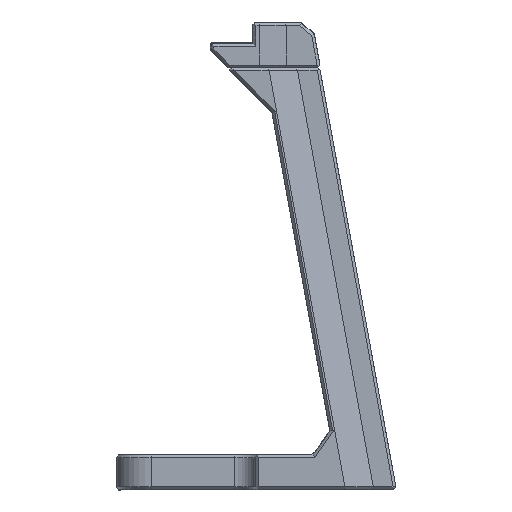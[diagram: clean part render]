
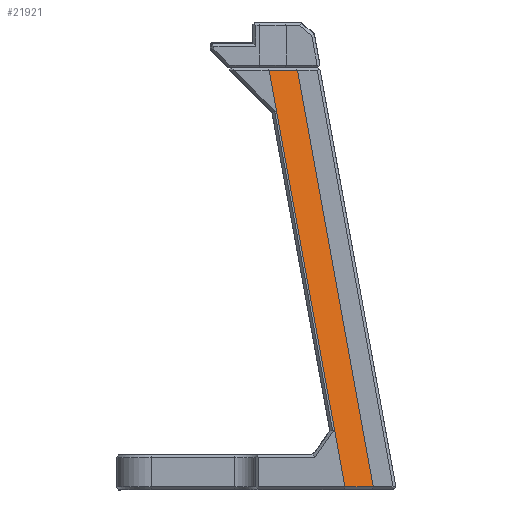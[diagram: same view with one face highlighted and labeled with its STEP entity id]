
A CAD part, left-side view. The second image highlights one B-rep face of the part: STEP entity #21921.
In plain terms, the highlighted planar face has unit normal (-0.707, -0.696, 0.127).
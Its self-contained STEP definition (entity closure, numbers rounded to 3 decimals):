
#2278=FACE_OUTER_BOUND('',#3594,.T.);
#3594=EDGE_LOOP('',(#18178,#18179,#18180,#18181,#18182,#18183,#18184,#18185));
#5203=LINE('',#34127,#7576);
#5233=LINE('',#34185,#7606);
#5250=LINE('',#34219,#7623);
#5253=LINE('',#34225,#7626);
#5259=LINE('',#34236,#7632);
#5530=LINE('',#35012,#7903);
#5532=LINE('',#35015,#7905);
#5622=LINE('',#35287,#7995);
#7576=VECTOR('',#27628,1000.);
#7606=VECTOR('',#27670,10.);
#7623=VECTOR('',#27703,10.);
#7626=VECTOR('',#27708,10.);
#7632=VECTOR('',#27716,10.);
#7903=VECTOR('',#28491,10.);
#7905=VECTOR('',#28495,1000.);
#7995=VECTOR('',#28831,10.);
#9729=VERTEX_POINT('',#34124);
#9730=VERTEX_POINT('',#34126);
#9752=VERTEX_POINT('',#34183);
#9761=VERTEX_POINT('',#34218);
#9763=VERTEX_POINT('',#34224);
#9764=VERTEX_POINT('',#34228);
#10019=VERTEX_POINT('',#35009);
#10020=VERTEX_POINT('',#35011);
#12277=EDGE_CURVE('',#9729,#9730,#5203,.T.);
#12307=EDGE_CURVE('',#9752,#9729,#5233,.T.);
#12324=EDGE_CURVE('',#9730,#9761,#5250,.T.);
#12327=EDGE_CURVE('',#9761,#9763,#5253,.T.);
#12333=EDGE_CURVE('',#9763,#9764,#5259,.T.);
#12725=EDGE_CURVE('',#10019,#10020,#5530,.T.);
#12727=EDGE_CURVE('',#10019,#9764,#5532,.T.);
#12862=EDGE_CURVE('',#10020,#9752,#5622,.T.);
#18178=ORIENTED_EDGE('',*,*,#12324,.F.);
#18179=ORIENTED_EDGE('',*,*,#12277,.F.);
#18180=ORIENTED_EDGE('',*,*,#12307,.F.);
#18181=ORIENTED_EDGE('',*,*,#12862,.F.);
#18182=ORIENTED_EDGE('',*,*,#12725,.F.);
#18183=ORIENTED_EDGE('',*,*,#12727,.T.);
#18184=ORIENTED_EDGE('',*,*,#12333,.F.);
#18185=ORIENTED_EDGE('',*,*,#12327,.F.);
#20811=PLANE('',#23783);
#21921=ADVANCED_FACE('',(#2278),#20811,.T.);
#23783=AXIS2_PLACEMENT_3D('',#35298,#28844,#28845);
#27628=DIRECTION('',(0.,0.179,0.984));
#27670=DIRECTION('',(-0.54,0.646,0.54));
#27703=DIRECTION('',(0.609,-0.508,0.609));
#27708=DIRECTION('',(0.701,-0.713,0.));
#27716=DIRECTION('',(-0.609,0.508,-0.609));
#28491=DIRECTION('',(0.54,-0.646,-0.54));
#28495=DIRECTION('',(0.,0.179,0.984));
#28831=DIRECTION('',(-0.701,0.713,0.));
#28844=DIRECTION('center_axis',(-0.707,-0.696,0.126));
#28845=DIRECTION('ref_axis',(0.,0.179,0.984));
#34124=CARTESIAN_POINT('',(-186.595,-242.816,245.395));
#34126=CARTESIAN_POINT('',(-186.595,-231.962,305.095));
#34127=CARTESIAN_POINT('',(-186.595,-236.797,278.499));
#34183=CARTESIAN_POINT('',(-186.592,-242.82,245.391));
#34185=CARTESIAN_POINT('',(-230.382,-190.351,289.181));
#34218=CARTESIAN_POINT('',(-186.592,-231.964,305.098));
#34219=CARTESIAN_POINT('',(-206.861,-215.048,284.828));
#34224=CARTESIAN_POINT('',(-182.592,-236.03,305.098));
#34225=CARTESIAN_POINT('',(-174.96,-243.787,305.098));
#34228=CARTESIAN_POINT('',(-182.595,-236.027,305.095));
#34236=CARTESIAN_POINT('',(-187.761,-231.716,299.928));
#35009=CARTESIAN_POINT('',(-182.595,-246.882,245.395));
#35011=CARTESIAN_POINT('',(-182.592,-246.886,245.391));
#35012=CARTESIAN_POINT('',(-209.113,-215.108,271.913));
#35015=CARTESIAN_POINT('',(-182.595,-246.955,244.995));
#35287=CARTESIAN_POINT('',(-195.429,-233.838,245.391));
#35298=CARTESIAN_POINT('Origin',(-186.595,-236.797,278.499));
